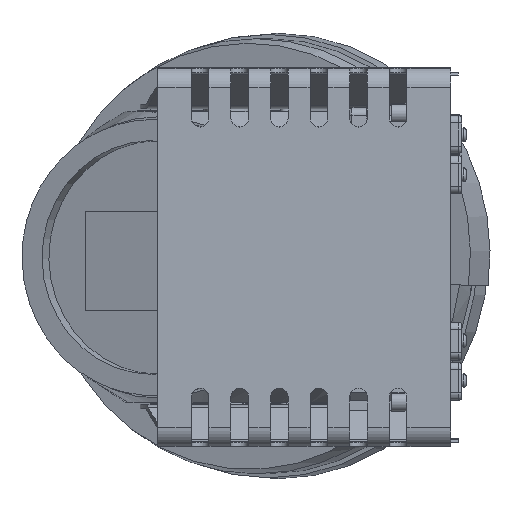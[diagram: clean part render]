
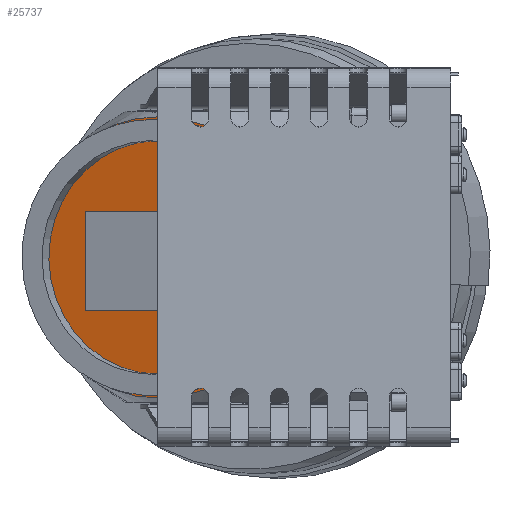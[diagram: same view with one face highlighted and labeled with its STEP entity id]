
A CAD part, front view. The second image highlights one B-rep face of the part: STEP entity #25737.
In plain terms, the highlighted face is planar.
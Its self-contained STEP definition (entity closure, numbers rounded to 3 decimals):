
#639=FACE_BOUND($,#4574,.T.);
#640=FACE_BOUND($,#4575,.T.);
#641=FACE_BOUND($,#4576,.T.);
#851=B_SPLINE_CURVE_WITH_KNOTS($,4,(#43725,#43726,#43727,#43728,#43729,
#43730,#43731,#43732,#43733,#43734,#43735,#43736,#43737,#43738,#43739,#43740,
#43741),.UNSPECIFIED.,.F.,.F.,(5,1,1,1,1,1,1,1,1,1,1,1,1,5),(-1.,-0.844,
-0.781,-0.719,-0.656,-0.593,
-0.531,-0.468,-0.406,-0.343,
-0.281,-0.218,-0.156,0.),
 .UNSPECIFIED.);
#853=B_SPLINE_CURVE_WITH_KNOTS($,4,(#43815,#43816,#43817,#43818,#43819,
#43820,#43821,#43822,#43823,#43824,#43825,#43826,#43827,#43828,#43829,#43830,
#43831),.UNSPECIFIED.,.F.,.F.,(5,1,1,1,1,1,1,1,1,1,1,1,1,5),(-1.,-0.844,
-0.782,-0.72,-0.657,-0.595,
-0.532,-0.469,-0.407,-0.344,
-0.282,-0.219,-0.156,0.),
 .UNSPECIFIED.);
#1498=CIRCLE($,#27584,95.985);
#1499=CIRCLE($,#27585,95.985);
#1500=CIRCLE($,#27587,7.795);
#1502=CIRCLE($,#27590,79.676);
#1504=CIRCLE($,#27593,7.578);
#4574=EDGE_LOOP($,(#23168,#23169,#23170,#23171,#23172));
#4575=EDGE_LOOP($,(#23173,#23174,#23175,#23176));
#4576=EDGE_LOOP($,(#23177,#23178));
#7353=LINE($,#43853,#10109);
#7357=LINE($,#43861,#10113);
#7360=LINE($,#43867,#10116);
#7363=LINE($,#43872,#10119);
#10109=VECTOR($,#33957,106.786);
#10113=VECTOR($,#33963,67.967);
#10116=VECTOR($,#33968,106.786);
#10119=VECTOR($,#33973,67.967);
#12443=VERTEX_POINT($,#43511);
#12444=VERTEX_POINT($,#43515);
#12451=VERTEX_POINT($,#43723);
#12452=VERTEX_POINT($,#43724);
#12455=VERTEX_POINT($,#43764);
#12457=VERTEX_POINT($,#43770);
#12459=VERTEX_POINT($,#43776);
#12461=VERTEX_POINT($,#43851);
#12462=VERTEX_POINT($,#43852);
#12465=VERTEX_POINT($,#43860);
#12467=VERTEX_POINT($,#43866);
#16017=EDGE_CURVE($,#12443,#12444,#1498,.T.);
#16018=EDGE_CURVE($,#12444,#12443,#1499,.T.);
#16026=EDGE_CURVE($,#12451,#12452,#851,.T.);
#16030=EDGE_CURVE($,#12452,#12455,#1500,.T.);
#16033=EDGE_CURVE($,#12455,#12457,#1502,.T.);
#16036=EDGE_CURVE($,#12457,#12459,#1504,.T.);
#16039=EDGE_CURVE($,#12459,#12451,#853,.T.);
#16041=EDGE_CURVE($,#12461,#12462,#7353,.T.);
#16045=EDGE_CURVE($,#12462,#12465,#7357,.T.);
#16048=EDGE_CURVE($,#12465,#12467,#7360,.T.);
#16051=EDGE_CURVE($,#12467,#12461,#7363,.T.);
#23168=ORIENTED_EDGE($,*,*,#16026,.T.);
#23169=ORIENTED_EDGE($,*,*,#16030,.T.);
#23170=ORIENTED_EDGE($,*,*,#16033,.T.);
#23171=ORIENTED_EDGE($,*,*,#16036,.T.);
#23172=ORIENTED_EDGE($,*,*,#16039,.T.);
#23173=ORIENTED_EDGE($,*,*,#16041,.T.);
#23174=ORIENTED_EDGE($,*,*,#16045,.T.);
#23175=ORIENTED_EDGE($,*,*,#16048,.T.);
#23176=ORIENTED_EDGE($,*,*,#16051,.T.);
#23177=ORIENTED_EDGE($,*,*,#16018,.F.);
#23178=ORIENTED_EDGE($,*,*,#16017,.F.);
#24409=PLANE($,#27607);
#25737=ADVANCED_FACE($,(#639,#640,#641),#24409,.T.);
#27584=AXIS2_PLACEMENT_3D($,#43516,#33926,#33927);
#27585=AXIS2_PLACEMENT_3D($,#43517,#33928,#33929);
#27587=AXIS2_PLACEMENT_3D($,#43765,#33934,#33935);
#27590=AXIS2_PLACEMENT_3D($,#43771,#33941,#33942);
#27593=AXIS2_PLACEMENT_3D($,#43777,#33948,#33949);
#27607=AXIS2_PLACEMENT_3D($,#43894,#33993,#33994);
#33926=DIRECTION('center_axis',(1.,0.,0.));
#33927=DIRECTION('ref_axis',(0.,0.,-1.));
#33928=DIRECTION('center_axis',(1.,0.,0.));
#33929=DIRECTION('ref_axis',(0.,0.,-1.));
#33934=DIRECTION('center_axis',(1.,0.,0.));
#33935=DIRECTION('ref_axis',(0.,-0.736,0.676));
#33941=DIRECTION('center_axis',(-1.,0.,0.));
#33942=DIRECTION('ref_axis',(0.,-0.736,0.676));
#33948=DIRECTION('center_axis',(1.,0.,0.));
#33949=DIRECTION('ref_axis',(0.,0.747,0.664));
#33957=DIRECTION($,(0.,-1.,0.));
#33963=DIRECTION($,(0.,0.,-1.));
#33968=DIRECTION($,(0.,1.,0.));
#33973=DIRECTION($,(0.,0.,1.));
#33993=DIRECTION('center_axis',(-1.,0.,0.));
#33994=DIRECTION('ref_axis',(0.,0.,1.));
#43511=CARTESIAN_POINT('',(-223.451,0.,95.985));
#43515=CARTESIAN_POINT('',(-223.451,95.985,0.));
#43516=CARTESIAN_POINT('Origin',(-223.451,0.,0.));
#43517=CARTESIAN_POINT('Origin',(-223.451,0.,0.));
#43723=CARTESIAN_POINT('',(-223.451,-94.163,0.));
#43724=CARTESIAN_POINT('',(-223.451,71.63,-62.134));
#43725=CARTESIAN_POINT('Ctrl Pts',(-223.451,-94.163,
0.));
#43726=CARTESIAN_POINT('Ctrl Pts',(-223.451,-94.155,
-8.957));
#43727=CARTESIAN_POINT('Ctrl Pts',(-223.451,-92.583,
-21.431));
#43728=CARTESIAN_POINT('Ctrl Pts',(-223.451,-87.631,
-37.033));
#43729=CARTESIAN_POINT('Ctrl Pts',(-223.451,-77.591,-53.994));
#43730=CARTESIAN_POINT('Ctrl Pts',(-223.451,-68.466,
-65.133));
#43731=CARTESIAN_POINT('Ctrl Pts',(-223.451,-57.78,
-74.736));
#43732=CARTESIAN_POINT('Ctrl Pts',(-223.451,-45.775,
-82.624));
#43733=CARTESIAN_POINT('Ctrl Pts',(-223.451,-32.663,
-88.628));
#43734=CARTESIAN_POINT('Ctrl Pts',(-223.451,-18.876,
-92.569));
#43735=CARTESIAN_POINT('Ctrl Pts',(-223.451,-4.601,
-94.406));
#43736=CARTESIAN_POINT('Ctrl Pts',(-223.451,9.75,-94.08));
#43737=CARTESIAN_POINT('Ctrl Pts',(-223.451,23.88,-91.616));
#43738=CARTESIAN_POINT('Ctrl Pts',(-223.451,42.511,-85.395));
#43739=CARTESIAN_POINT('Ctrl Pts',(-223.451,56.348,-77.005));
#43740=CARTESIAN_POINT('Ctrl Pts',(-223.451,65.723,-68.776));
#43741=CARTESIAN_POINT('Ctrl Pts',(-223.451,71.63,-62.134));
#43764=CARTESIAN_POINT('',(-223.451,58.681,-53.896));
#43765=CARTESIAN_POINT('Origin',(-223.451,64.421,-59.168));
#43770=CARTESIAN_POINT('',(-223.451,60.449,51.904));
#43771=CARTESIAN_POINT('Origin',(-223.451,0.,0.));
#43776=CARTESIAN_POINT('',(-223.451,71.63,62.134));
#43777=CARTESIAN_POINT('Origin',(-223.451,65.967,57.099));
#43815=CARTESIAN_POINT('Ctrl Pts',(-223.451,71.63,62.134));
#43816=CARTESIAN_POINT('Ctrl Pts',(-223.451,65.722,68.778));
#43817=CARTESIAN_POINT('Ctrl Pts',(-223.451,56.347,77.004));
#43818=CARTESIAN_POINT('Ctrl Pts',(-223.451,42.512,85.397));
#43819=CARTESIAN_POINT('Ctrl Pts',(-223.451,23.885,91.612));
#43820=CARTESIAN_POINT('Ctrl Pts',(-223.451,9.811,94.074));
#43821=CARTESIAN_POINT('Ctrl Pts',(-223.451,-4.572,
94.407));
#43822=CARTESIAN_POINT('Ctrl Pts',(-223.451,-18.789,
92.586));
#43823=CARTESIAN_POINT('Ctrl Pts',(-223.451,-32.627,88.643));
#43824=CARTESIAN_POINT('Ctrl Pts',(-223.451,-45.725,
82.648));
#43825=CARTESIAN_POINT('Ctrl Pts',(-223.451,-57.729,74.779));
#43826=CARTESIAN_POINT('Ctrl Pts',(-223.451,-68.453,
65.146));
#43827=CARTESIAN_POINT('Ctrl Pts',(-223.451,-77.554,
54.045));
#43828=CARTESIAN_POINT('Ctrl Pts',(-223.451,-87.634,
37.044));
#43829=CARTESIAN_POINT('Ctrl Pts',(-223.451,-92.568,21.467));
#43830=CARTESIAN_POINT('Ctrl Pts',(-223.451,-94.158,8.985));
#43831=CARTESIAN_POINT('Ctrl Pts',(-223.451,-94.163,
0.));
#43851=CARTESIAN_POINT('',(-223.451,58.681,36.408));
#43852=CARTESIAN_POINT('',(-223.451,-48.105,36.408));
#43853=CARTESIAN_POINT($,(-223.451,23.94,36.408));
#43860=CARTESIAN_POINT('',(-223.451,-48.105,-31.559));
#43861=CARTESIAN_POINT($,(-223.451,-48.105,-15.779));
#43866=CARTESIAN_POINT('',(-223.451,58.681,-31.559));
#43867=CARTESIAN_POINT($,(-223.451,77.333,-31.559));
#43872=CARTESIAN_POINT($,(-223.451,58.681,18.204));
#43894=CARTESIAN_POINT('Origin',(-223.451,95.985,0.));
